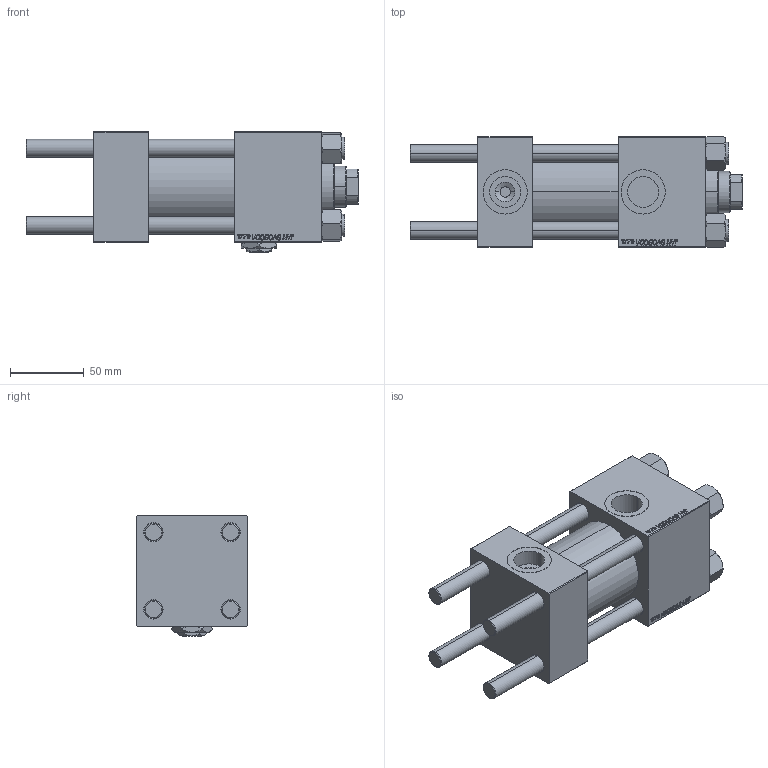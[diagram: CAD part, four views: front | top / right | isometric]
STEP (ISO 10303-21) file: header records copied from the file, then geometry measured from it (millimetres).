
FILE_DESCRIPTION (( 'STEP AP203' ), '1' );
FILE_NAME ('9d08.STEP', '2022-04-16T03:57:05', ( '' ), ( '' ), 'SwSTEP 2.0', 'SolidWorks 2019', '' );
FILE_SCHEMA (( 'CONFIG_CONTROL_DESIGN' ));
Length unit declared in the file: millimetre
Products named in the file (7): V215CR_VCP a3d37c2e35a4592cb37c38e7f6983461; Zatka_pro_OIL_PORT a3d37c2e35a4592cb37c38e7f6983461; NUT_M5 a3d37c2e35a4592cb37c38e7f6983461; CR025_012_A_0_G_A_G_M_020_+#_##_TYCINKA a3d37c2e35a4592cb37c38e7f6983461; V215CR_BODY_A a3d37c2e35a4592cb37c38e7f6983461; 9d08; V215_VC_A a3d37c2e35a4592cb37c38e7f6983461
Assembly tree (12 placements, depth 2):
  9d08
    V215CR_BODY_A a3d37c2e35a4592cb37c38e7f6983461
    CR025_012_A_0_G_A_G_M_020_+#_##_TYCINKA a3d37c2e35a4592cb37c38e7f6983461  x4
    NUT_M5 a3d37c2e35a4592cb37c38e7f6983461  x4
    V215CR_VCP a3d37c2e35a4592cb37c38e7f6983461
    V215_VC_A a3d37c2e35a4592cb37c38e7f6983461
    Zatka_pro_OIL_PORT a3d37c2e35a4592cb37c38e7f6983461
Bounding box: 225 x 75.43 x 82 mm (x, y, z)
Volume: 698719.7 mm3; surface area: 169447 mm2
Topology: 12 solids, 12 shells, 1187 faces, 2967 edges, 1921 vertices
Faces by surface type: plane 545, bspline 392, cone 156, cylinder 86, torus 8
Entity records: 51616 total; most frequent: CARTESIAN_POINT 27551, ORIENTED_EDGE 5426, DIRECTION 3461, EDGE_CURVE 2713, VERTEX_POINT 1777, LINE 1623, VECTOR 1623, EDGE_LOOP 1202
